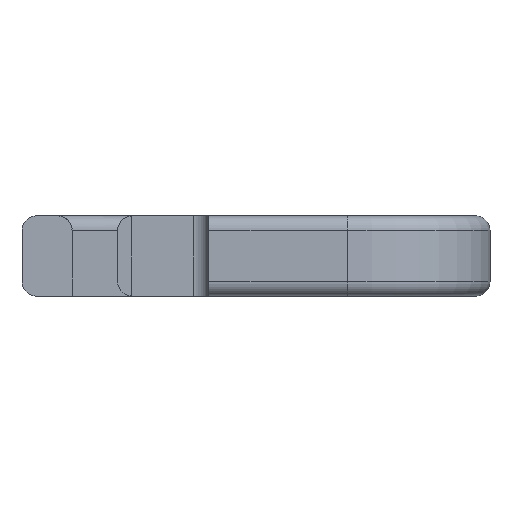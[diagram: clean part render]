
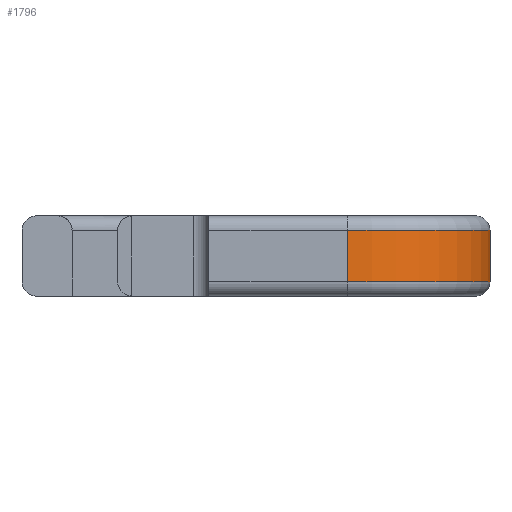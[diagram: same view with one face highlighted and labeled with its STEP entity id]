
A CAD part, front view. The second image highlights one B-rep face of the part: STEP entity #1796.
In plain terms, the highlighted cylindrical face has radius 19.5 mm (diameter 39 mm), a partial arc.
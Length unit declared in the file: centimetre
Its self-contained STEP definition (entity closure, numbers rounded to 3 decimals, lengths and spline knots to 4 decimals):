
#186=FACE_OUTER_BOUND('',#298,.T.);
#298=EDGE_LOOP('',(#1616,#1617,#1618,#1619));
#483=LINE('',#4151,#629);
#485=LINE('',#4154,#631);
#629=VECTOR('',#2509,1.);
#631=VECTOR('',#2513,1.);
#706=CIRCLE('',#1984,1.95);
#708=CIRCLE('',#1989,1.95);
#838=VERTEX_POINT('',#2950);
#857=VERTEX_POINT('',#4140);
#858=VERTEX_POINT('',#4144);
#859=VERTEX_POINT('',#4150);
#1112=EDGE_CURVE('',#857,#858,#706,.T.);
#1115=EDGE_CURVE('',#859,#858,#483,.T.);
#1117=EDGE_CURVE('',#857,#838,#485,.T.);
#1118=EDGE_CURVE('',#859,#838,#708,.T.);
#1616=ORIENTED_EDGE('',*,*,#1112,.F.);
#1617=ORIENTED_EDGE('',*,*,#1117,.T.);
#1618=ORIENTED_EDGE('',*,*,#1118,.F.);
#1619=ORIENTED_EDGE('',*,*,#1115,.T.);
#1688=CYLINDRICAL_SURFACE('',#1988,1.95);
#1796=ADVANCED_FACE('',(#186),#1688,.T.);
#1984=AXIS2_PLACEMENT_3D('',#4145,#2500,#2501);
#1988=AXIS2_PLACEMENT_3D('',#4153,#2511,#2512);
#1989=AXIS2_PLACEMENT_3D('',#4155,#2514,#2515);
#2500=DIRECTION('center_axis',(0.,0.,1.));
#2501=DIRECTION('ref_axis',(0.707,-0.707,0.));
#2509=DIRECTION('',(0.,0.,1.));
#2511=DIRECTION('center_axis',(0.,0.,1.));
#2512=DIRECTION('ref_axis',(0.707,-0.707,0.));
#2513=DIRECTION('',(0.,0.,-1.));
#2514=DIRECTION('center_axis',(0.,0.,-1.));
#2515=DIRECTION('ref_axis',(0.707,-0.707,0.));
#2950=CARTESIAN_POINT('',(27.65,82.708,3.3));
#4140=CARTESIAN_POINT('',(27.65,82.708,4.));
#4144=CARTESIAN_POINT('',(29.6,84.658,4.));
#4145=CARTESIAN_POINT('Origin',(27.65,84.658,4.));
#4150=CARTESIAN_POINT('',(29.6,84.658,3.3));
#4151=CARTESIAN_POINT('',(29.6,84.658,3.65));
#4153=CARTESIAN_POINT('Origin',(27.65,84.658,3.65));
#4154=CARTESIAN_POINT('',(27.65,82.708,3.65));
#4155=CARTESIAN_POINT('Origin',(27.65,84.658,3.3));
